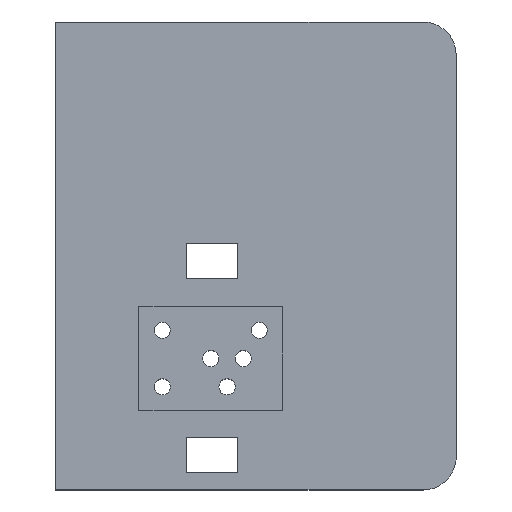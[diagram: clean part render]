
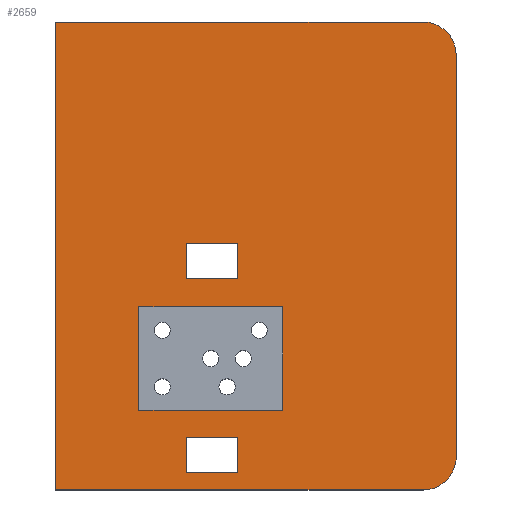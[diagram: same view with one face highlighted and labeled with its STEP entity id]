
A CAD part, top view. The second image highlights one B-rep face of the part: STEP entity #2659.
In plain terms, the highlighted planar face has unit normal (0, 0, 1).
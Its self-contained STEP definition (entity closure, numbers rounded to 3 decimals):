
#54=FACE_BOUND('',#416,.T.);
#55=FACE_BOUND('',#417,.T.);
#56=FACE_BOUND('',#418,.T.);
#118=PLANE('',#2747);
#255=FACE_OUTER_BOUND('',#415,.T.);
#415=EDGE_LOOP('',(#2418,#2419,#2420,#2421,#2422,#2423));
#416=EDGE_LOOP('',(#2424,#2425,#2426,#2427));
#417=EDGE_LOOP('',(#2428,#2429,#2430,#2431));
#418=EDGE_LOOP('',(#2432,#2433,#2434,#2435));
#612=LINE('',#4913,#853);
#616=LINE('',#4922,#857);
#618=LINE('',#4926,#859);
#621=LINE('',#4932,#862);
#624=LINE('',#4938,#865);
#627=LINE('',#4944,#868);
#631=LINE('',#4950,#872);
#633=LINE('',#4953,#874);
#644=LINE('',#5018,#885);
#648=LINE('',#5026,#889);
#651=LINE('',#5032,#892);
#654=LINE('',#5037,#895);
#656=LINE('',#5043,#897);
#657=LINE('',#5045,#898);
#658=LINE('',#5047,#899);
#659=LINE('',#5057,#900);
#853=VECTOR('',#3037,10.);
#857=VECTOR('',#3043,10.);
#859=VECTOR('',#3047,10.);
#862=VECTOR('',#3052,10.);
#865=VECTOR('',#3057,10.);
#868=VECTOR('',#3062,10.);
#872=VECTOR('',#3068,10.);
#874=VECTOR('',#3072,10.);
#885=VECTOR('',#3123,10.);
#889=VECTOR('',#3129,10.);
#892=VECTOR('',#3134,10.);
#895=VECTOR('',#3139,10.);
#897=VECTOR('',#3145,10.);
#898=VECTOR('',#3146,10.);
#899=VECTOR('',#3147,10.);
#900=VECTOR('',#3148,10.);
#1039=B_SPLINE_CURVE_WITH_KNOTS('',3,(#5049,#5050,#5051,#5052,#5053,#5054,
#5055),.UNSPECIFIED.,.F.,.F.,(4,3,4),(-0.784,-0.354,
0.784),.UNSPECIFIED.);
#1040=B_SPLINE_CURVE_WITH_KNOTS('',3,(#5058,#5059,#5060,#5061,#5062,#5063,
#5064),.UNSPECIFIED.,.F.,.F.,(4,3,4),(-0.784,-0.354,
0.784),.UNSPECIFIED.);
#1253=VERTEX_POINT('',#4910);
#1254=VERTEX_POINT('',#4912);
#1257=VERTEX_POINT('',#4919);
#1258=VERTEX_POINT('',#4921);
#1259=VERTEX_POINT('',#4925);
#1261=VERTEX_POINT('',#4931);
#1263=VERTEX_POINT('',#4937);
#1265=VERTEX_POINT('',#4943);
#1285=VERTEX_POINT('',#5016);
#1286=VERTEX_POINT('',#5017);
#1289=VERTEX_POINT('',#5025);
#1291=VERTEX_POINT('',#5031);
#1293=VERTEX_POINT('',#5041);
#1294=VERTEX_POINT('',#5042);
#1295=VERTEX_POINT('',#5044);
#1296=VERTEX_POINT('',#5046);
#1297=VERTEX_POINT('',#5048);
#1298=VERTEX_POINT('',#5056);
#1616=EDGE_CURVE('',#1254,#1253,#612,.T.);
#1620=EDGE_CURVE('',#1258,#1257,#616,.F.);
#1622=EDGE_CURVE('',#1259,#1258,#618,.F.);
#1625=EDGE_CURVE('',#1257,#1261,#621,.F.);
#1628=EDGE_CURVE('',#1253,#1263,#624,.F.);
#1631=EDGE_CURVE('',#1265,#1254,#627,.F.);
#1635=EDGE_CURVE('',#1261,#1259,#631,.T.);
#1637=EDGE_CURVE('',#1263,#1265,#633,.F.);
#1662=EDGE_CURVE('',#1285,#1286,#644,.T.);
#1666=EDGE_CURVE('',#1286,#1289,#648,.T.);
#1669=EDGE_CURVE('',#1289,#1291,#651,.T.);
#1672=EDGE_CURVE('',#1291,#1285,#654,.T.);
#1674=EDGE_CURVE('',#1293,#1294,#656,.T.);
#1675=EDGE_CURVE('',#1294,#1295,#657,.T.);
#1676=EDGE_CURVE('',#1295,#1296,#658,.T.);
#1677=EDGE_CURVE('',#1296,#1297,#1039,.T.);
#1678=EDGE_CURVE('',#1297,#1298,#659,.T.);
#1679=EDGE_CURVE('',#1298,#1293,#1040,.T.);
#2418=ORIENTED_EDGE('',*,*,#1674,.T.);
#2419=ORIENTED_EDGE('',*,*,#1675,.T.);
#2420=ORIENTED_EDGE('',*,*,#1676,.T.);
#2421=ORIENTED_EDGE('',*,*,#1677,.T.);
#2422=ORIENTED_EDGE('',*,*,#1678,.T.);
#2423=ORIENTED_EDGE('',*,*,#1679,.T.);
#2424=ORIENTED_EDGE('',*,*,#1625,.T.);
#2425=ORIENTED_EDGE('',*,*,#1635,.T.);
#2426=ORIENTED_EDGE('',*,*,#1622,.T.);
#2427=ORIENTED_EDGE('',*,*,#1620,.T.);
#2428=ORIENTED_EDGE('',*,*,#1631,.T.);
#2429=ORIENTED_EDGE('',*,*,#1616,.T.);
#2430=ORIENTED_EDGE('',*,*,#1628,.T.);
#2431=ORIENTED_EDGE('',*,*,#1637,.T.);
#2432=ORIENTED_EDGE('',*,*,#1662,.T.);
#2433=ORIENTED_EDGE('',*,*,#1666,.T.);
#2434=ORIENTED_EDGE('',*,*,#1669,.T.);
#2435=ORIENTED_EDGE('',*,*,#1672,.T.);
#2659=ADVANCED_FACE('',(#255,#54,#55,#56),#118,.F.);
#2747=AXIS2_PLACEMENT_3D('',#5040,#3143,#3144);
#3037=DIRECTION('',(-1.,0.,0.));
#3043=DIRECTION('',(1.,0.,0.));
#3047=DIRECTION('',(0.,1.,0.));
#3052=DIRECTION('',(0.,-1.,0.));
#3057=DIRECTION('',(0.,-1.,0.));
#3062=DIRECTION('',(0.,1.,0.));
#3068=DIRECTION('',(1.,0.,0.));
#3072=DIRECTION('',(-1.,0.,0.));
#3123=DIRECTION('',(0.,-1.,0.));
#3129=DIRECTION('',(-1.,0.,0.));
#3134=DIRECTION('',(0.,1.,0.));
#3139=DIRECTION('',(1.,0.,0.));
#3143=DIRECTION('center_axis',(0.,0.,-1.));
#3144=DIRECTION('ref_axis',(1.,0.,0.));
#3145=DIRECTION('',(-1.,0.,0.));
#3146=DIRECTION('',(0.,-1.,0.));
#3147=DIRECTION('',(1.,0.,0.));
#3148=DIRECTION('',(0.,1.,0.));
#4910=CARTESIAN_POINT('',(10.814,-1.413,-11.15));
#4912=CARTESIAN_POINT('',(14.014,-1.413,-11.15));
#4913=CARTESIAN_POINT('',(10.265,-1.413,-11.15));
#4919=CARTESIAN_POINT('',(10.814,-13.413,-11.15));
#4921=CARTESIAN_POINT('',(14.014,-13.413,-11.15));
#4922=CARTESIAN_POINT('',(17.265,-13.413,-11.15));
#4925=CARTESIAN_POINT('',(14.014,-11.213,-11.15));
#4926=CARTESIAN_POINT('',(14.014,-6.656,-11.15));
#4931=CARTESIAN_POINT('',(10.814,-11.213,-11.15));
#4932=CARTESIAN_POINT('',(10.814,-5.656,-11.15));
#4937=CARTESIAN_POINT('',(10.814,0.787,-11.15));
#4938=CARTESIAN_POINT('',(10.814,0.344,-11.15));
#4943=CARTESIAN_POINT('',(14.014,0.787,-11.15));
#4944=CARTESIAN_POINT('',(14.014,-0.656,-11.15));
#4950=CARTESIAN_POINT('',(17.265,-11.213,-11.15));
#4953=CARTESIAN_POINT('',(10.265,0.787,-11.15));
#5016=CARTESIAN_POINT('',(16.8,-3.15,-11.15));
#5017=CARTESIAN_POINT('',(16.8,-9.55,-11.15));
#5018=CARTESIAN_POINT('',(16.8,-4.775,-11.15));
#5025=CARTESIAN_POINT('',(7.9,-9.55,-11.15));
#5026=CARTESIAN_POINT('',(11.508,-9.55,-11.15));
#5031=CARTESIAN_POINT('',(7.9,-3.15,-11.15));
#5032=CARTESIAN_POINT('',(7.9,-1.575,-11.15));
#5037=CARTESIAN_POINT('',(15.958,-3.15,-11.15));
#5040=CARTESIAN_POINT('Origin',(15.115,0.,-11.15));
#5041=CARTESIAN_POINT('',(25.471,14.467,-11.15));
#5042=CARTESIAN_POINT('',(2.764,14.467,-11.15));
#5043=CARTESIAN_POINT('',(20.293,14.467,-11.15));
#5044=CARTESIAN_POINT('',(2.764,-14.467,-11.15));
#5045=CARTESIAN_POINT('',(2.764,15.417,-11.15));
#5046=CARTESIAN_POINT('',(25.471,-14.467,-11.15));
#5047=CARTESIAN_POINT('',(8.94,-14.467,-11.15));
#5048=CARTESIAN_POINT('',(27.517,-12.421,-11.15));
#5049=CARTESIAN_POINT('Ctrl Pts',(25.471,-14.467,-11.15));
#5050=CARTESIAN_POINT('Ctrl Pts',(25.766,-14.467,-11.15));
#5051=CARTESIAN_POINT('Ctrl Pts',(26.06,-14.403,-11.15));
#5052=CARTESIAN_POINT('Ctrl Pts',(26.327,-14.28,-11.15));
#5053=CARTESIAN_POINT('Ctrl Pts',(27.035,-13.955,-11.15));
#5054=CARTESIAN_POINT('Ctrl Pts',(27.517,-13.202,-11.15));
#5055=CARTESIAN_POINT('Ctrl Pts',(27.517,-12.421,-11.15));
#5056=CARTESIAN_POINT('',(27.517,12.421,-11.15));
#5057=CARTESIAN_POINT('',(27.517,-6.211,-11.15));
#5058=CARTESIAN_POINT('Ctrl Pts',(27.517,12.421,-11.15));
#5059=CARTESIAN_POINT('Ctrl Pts',(27.517,12.716,-11.15));
#5060=CARTESIAN_POINT('Ctrl Pts',(27.453,13.01,-11.15));
#5061=CARTESIAN_POINT('Ctrl Pts',(27.33,13.277,-11.15));
#5062=CARTESIAN_POINT('Ctrl Pts',(27.005,13.985,-11.15));
#5063=CARTESIAN_POINT('Ctrl Pts',(26.252,14.467,-11.15));
#5064=CARTESIAN_POINT('Ctrl Pts',(25.471,14.467,-11.15));
